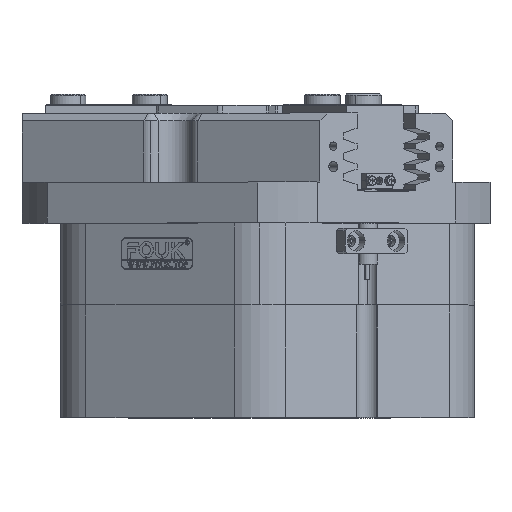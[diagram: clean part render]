
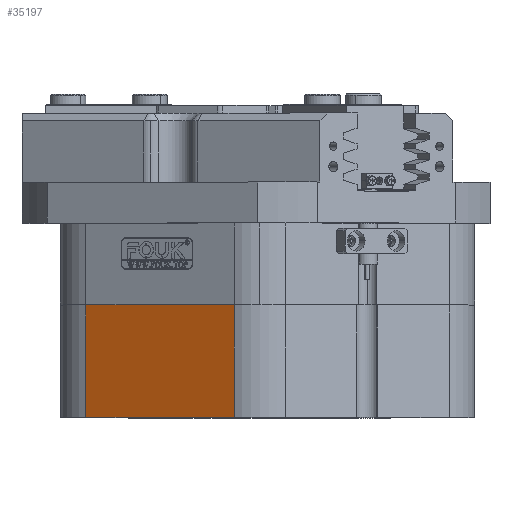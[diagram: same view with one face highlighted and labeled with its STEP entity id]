
A CAD part, top view. The second image highlights one B-rep face of the part: STEP entity #35197.
In plain terms, the highlighted face is planar.
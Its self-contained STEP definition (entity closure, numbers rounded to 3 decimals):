
#131 = LINE ( 'NONE', #37665, #24167 ) ;
#1288 = EDGE_LOOP ( 'NONE', ( #27523, #21045, #34129, #18817 ) ) ;
#5067 = DIRECTION ( 'NONE',  ( 0., 1., 0. ) ) ;
#5334 = EDGE_CURVE ( 'NONE', #25309, #37003, #30161, .T. ) ;
#5361 = DIRECTION ( 'NONE',  ( -0.866, 0., -0.5 ) ) ;
#6091 = VERTEX_POINT ( 'NONE', #40387 ) ;
#6153 = VERTEX_POINT ( 'NONE', #26412 ) ;
#6374 = PLANE ( 'NONE',  #30830 ) ;
#8835 = DIRECTION ( 'NONE',  ( -0.866, 0., -0.5 ) ) ;
#9386 = CARTESIAN_POINT ( 'NONE',  ( 70., 0., -54.271 ) ) ;
#9537 = CARTESIAN_POINT ( 'NONE',  ( 164., 0., 0. ) ) ;
#12949 = CARTESIAN_POINT ( 'NONE',  ( 70., 44., -54.271 ) ) ;
#14459 = EDGE_CURVE ( 'NONE', #25309, #6153, #32316, .T. ) ;
#14546 = FACE_OUTER_BOUND ( 'NONE', #1288, .T. ) ;
#18539 = CARTESIAN_POINT ( 'NONE',  ( 41., 0., -71.014 ) ) ;
#18817 = ORIENTED_EDGE ( 'NONE', *, *, #21440, .T. ) ;
#19531 = DIRECTION ( 'NONE',  ( 0., -1., 0. ) ) ;
#20590 = VECTOR ( 'NONE', #5361, 1000. ) ;
#21045 = ORIENTED_EDGE ( 'NONE', *, *, #5334, .T. ) ;
#21440 = EDGE_CURVE ( 'NONE', #6091, #6153, #131, .T. ) ;
#24167 = VECTOR ( 'NONE', #5067, 1000. ) ;
#24949 = CARTESIAN_POINT ( 'NONE',  ( 164., 44., 0. ) ) ;
#25309 = VERTEX_POINT ( 'NONE', #12949 ) ;
#26412 = CARTESIAN_POINT ( 'NONE',  ( 12., 44., -87.757 ) ) ;
#27523 = ORIENTED_EDGE ( 'NONE', *, *, #14459, .F. ) ;
#29389 = DIRECTION ( 'NONE',  ( -0.866, 0., -0.5 ) ) ;
#29848 = CARTESIAN_POINT ( 'NONE',  ( 70., 0., -54.271 ) ) ;
#30161 = LINE ( 'NONE', #9386, #35265 ) ;
#30830 = AXIS2_PLACEMENT_3D ( 'NONE', #9537, #32654, #29389 ) ;
#31523 = LINE ( 'NONE', #18539, #39779 ) ;
#32316 = LINE ( 'NONE', #24949, #20590 ) ;
#32581 = EDGE_CURVE ( 'NONE', #37003, #6091, #31523, .T. ) ;
#32654 = DIRECTION ( 'NONE',  ( 0.5, 0., -0.866 ) ) ;
#34129 = ORIENTED_EDGE ( 'NONE', *, *, #32581, .T. ) ;
#35197 = ADVANCED_FACE ( 'NONE', ( #14546 ), #6374, .T. ) ;
#35265 = VECTOR ( 'NONE', #19531, 1000. ) ;
#37003 = VERTEX_POINT ( 'NONE', #29848 ) ;
#37665 = CARTESIAN_POINT ( 'NONE',  ( 12., 0., -87.757 ) ) ;
#39779 = VECTOR ( 'NONE', #8835, 1000. ) ;
#40387 = CARTESIAN_POINT ( 'NONE',  ( 12., 0., -87.757 ) ) ;
